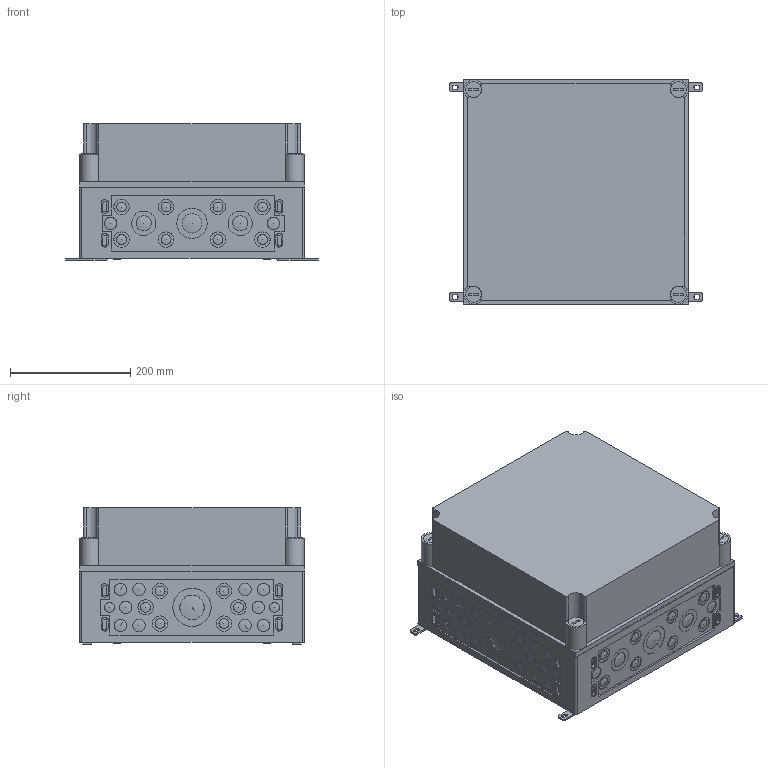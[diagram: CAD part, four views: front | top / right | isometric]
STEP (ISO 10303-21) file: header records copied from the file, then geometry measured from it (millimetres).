
FILE_DESCRIPTION( ( 'STEP AP214' ), '1' );
FILE_NAME( 'ci44e_200_ral7035.stp', '2021-04-13T05:44:05', ( 'License CC BY-ND 4.0' ), ( 'CADENAS' ), ' ', 'PARTsolutions', ' ' );
FILE_SCHEMA( ( 'AUTOMOTIVE_DESIGN { 1 0 10303 214 1 1 1 1 }' ) );
Length unit declared in the file: millimetre
Products named in the file (4): 194616; _069642_P; _194625_P; _036168_P1
Assembly tree (6 placements, depth 2):
  194616
    _069642_P
    _194625_P
    _036168_P1  x4
Bounding box: 419.49 x 375 x 226 mm (x, y, z)
Volume: 2466021.2 mm3; surface area: 1291144.2 mm2
Topology: 6 solids, 6 shells, 1921 faces, 4946 edges, 3270 vertices
Faces by surface type: plane 1133, cylinder 610, cone 110, bspline 64, sphere 4
Full cylindrical faces by diameter (mm): 4.1 x52, 6 x12, 6.8 x4, 9.5 x8, 10.12 x4, 11.2 x4, 12 x8, 26 x4, 32.3 x2
Entity records: 69624 total; most frequent: CARTESIAN_POINT 10974, DIRECTION 9264, ORIENTED_EDGE 8680, EDGE_CURVE 4340, AXIS2_PLACEMENT_3D 3172, VERTEX_POINT 3074, LINE 2920, VECTOR 2920
